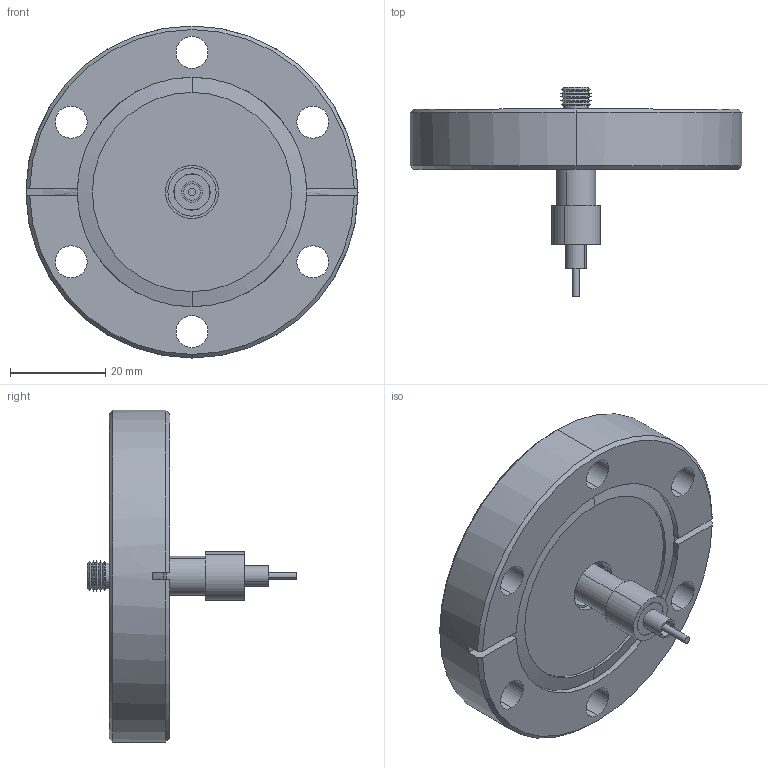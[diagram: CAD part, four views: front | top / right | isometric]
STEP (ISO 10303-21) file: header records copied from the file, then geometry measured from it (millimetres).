
FILE_DESCRIPTION (( 'STEP AP203' ), '1' );
FILE_NAME ('A1910-1-W.STEP', '2011-10-11T19:44:07', ( '' ), ( '' ), 'SwSTEP 2.0', 'SolidWorks 2011', '' );
FILE_SCHEMA (( 'CONFIG_CONTROL_DESIGN' ));
Length unit declared in the file: inch
Products named in the file (1): A1910-1-W
Bounding box: 69.85 x 44.07 x 69.85 mm (x, y, z)
Volume: 44502 mm3; surface area: 13389.8 mm2
Topology: 1 solids, 2 shells, 147 faces, 344 edges, 213 vertices
Faces by surface type: cylinder 65, plane 45, cone 37
Entity records: 4303 total; most frequent: DIRECTION 804, CARTESIAN_POINT 729, ORIENTED_EDGE 676, EDGE_CURVE 338, AXIS2_PLACEMENT_3D 328, VERTEX_POINT 213, CIRCLE 180, EDGE_LOOP 177
